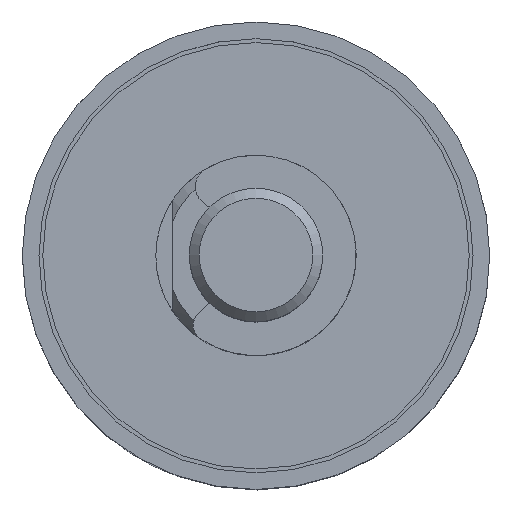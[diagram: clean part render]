
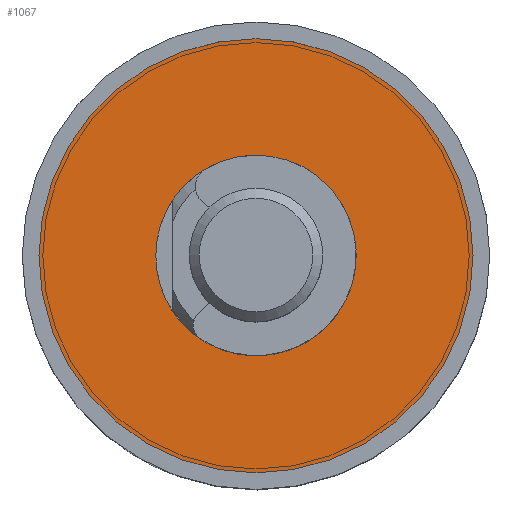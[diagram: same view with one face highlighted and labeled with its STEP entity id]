
A CAD part, top view. The second image highlights one B-rep face of the part: STEP entity #1067.
In plain terms, the highlighted planar face has unit normal (0, 0, 1).
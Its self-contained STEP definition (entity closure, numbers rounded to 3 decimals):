
#438 = DIRECTION ( 'NONE',  ( 0., 0., -1. ) ) ;
#573 = ORIENTED_EDGE ( 'NONE', *, *, #789, .T. ) ;
#597 = CARTESIAN_POINT ( 'NONE',  ( 6.5, 0., 0.5 ) ) ;
#789 = EDGE_CURVE ( 'NONE', #8273, #8273, #5583, .T. ) ;
#1067 = ADVANCED_FACE ( 'NONE', ( #8087, #3484 ), #5327, .T. ) ;
#1329 = DIRECTION ( 'NONE',  ( 1., 0., 0. ) ) ;
#2545 = EDGE_LOOP ( 'NONE', ( #4181 ) ) ;
#3158 = CARTESIAN_POINT ( 'NONE',  ( 0., 0., 0.5 ) ) ;
#3192 = AXIS2_PLACEMENT_3D ( 'NONE', #3158, #438, #8417 ) ;
#3447 = CARTESIAN_POINT ( 'NONE',  ( 3., 0., 0.5 ) ) ;
#3484 = FACE_OUTER_BOUND ( 'NONE', #2545, .T. ) ;
#3690 = EDGE_LOOP ( 'NONE', ( #573 ) ) ;
#3746 = AXIS2_PLACEMENT_3D ( 'NONE', #7978, #5322, #4620 ) ;
#4181 = ORIENTED_EDGE ( 'NONE', *, *, #5863, .T. ) ;
#4620 = DIRECTION ( 'NONE',  ( 1., 0., 0. ) ) ;
#4926 = VERTEX_POINT ( 'NONE', #597 ) ;
#4971 = CIRCLE ( 'NONE', #3746, 6.5 ) ;
#5322 = DIRECTION ( 'NONE',  ( 0., 0., 1. ) ) ;
#5327 = PLANE ( 'NONE',  #6671 ) ;
#5583 = CIRCLE ( 'NONE', #3192, 3. ) ;
#5863 = EDGE_CURVE ( 'NONE', #4926, #4926, #4971, .T. ) ;
#5960 = DIRECTION ( 'NONE',  ( 0., 0., 1. ) ) ;
#6671 = AXIS2_PLACEMENT_3D ( 'NONE', #3447, #5960, #1329 ) ;
#7194 = CARTESIAN_POINT ( 'NONE',  ( -3., 0., 0.5 ) ) ;
#7978 = CARTESIAN_POINT ( 'NONE',  ( 0., 0., 0.5 ) ) ;
#8087 = FACE_BOUND ( 'NONE', #3690, .T. ) ;
#8273 = VERTEX_POINT ( 'NONE', #7194 ) ;
#8417 = DIRECTION ( 'NONE',  ( -1., 0., 0. ) ) ;
